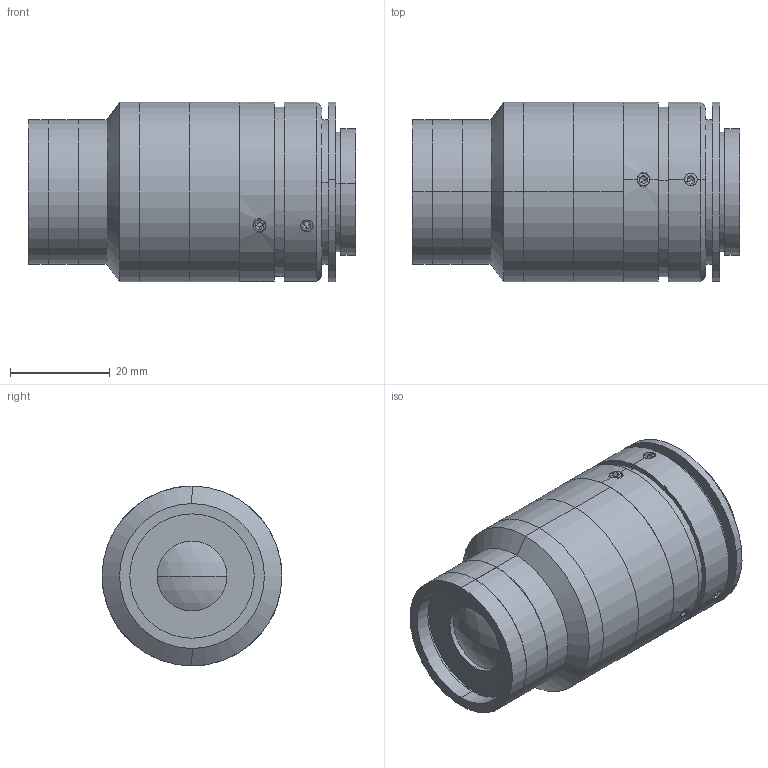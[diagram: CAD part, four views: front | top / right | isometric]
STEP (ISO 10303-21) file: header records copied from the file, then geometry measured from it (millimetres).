
FILE_DESCRIPTION (( 'STEP AP203' ), '1' );
FILE_NAME ('XF-MH035X172.STEP', '2024-08-06T05:54:22', ( '' ), ( '' ), 'SwSTEP 2.0', 'SolidWorks 2022', '' );
FILE_SCHEMA (( 'CONFIG_CONTROL_DESIGN' ));
Length unit declared in the file: millimetre
Products named in the file (1): XF-MH035X172
Bounding box: 65.48 x 36 x 36.01 mm (x, y, z)
Volume: 37948 mm3; surface area: 30550.4 mm2
Topology: 21 solids, 21 shells, 361 faces, 786 edges, 489 vertices
Faces by surface type: plane 147, cylinder 144, cone 56, sphere 14
Entity records: 10339 total; most frequent: CARTESIAN_POINT 2081, DIRECTION 1860, ORIENTED_EDGE 1548, EDGE_CURVE 774, AXIS2_PLACEMENT_3D 748, VERTEX_POINT 489, EDGE_LOOP 429, CIRCLE 386
